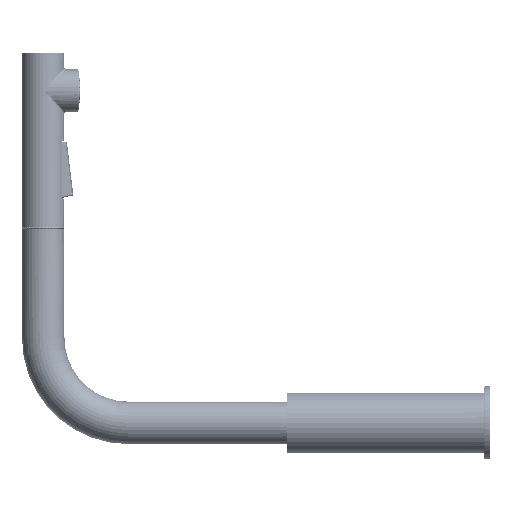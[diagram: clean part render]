
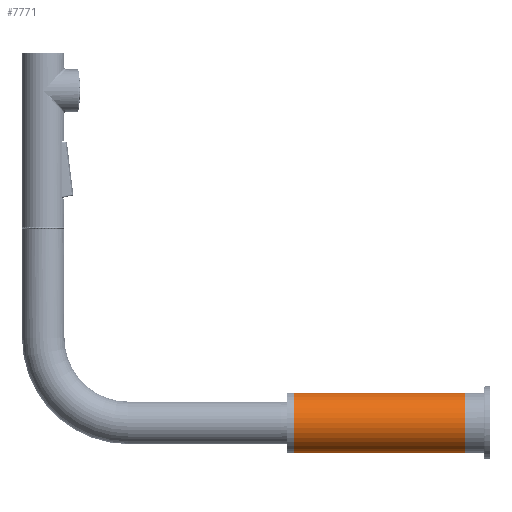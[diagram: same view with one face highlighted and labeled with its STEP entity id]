
A CAD part, left-side view. The second image highlights one B-rep face of the part: STEP entity #7771.
In plain terms, the highlighted cylindrical face has radius 20 mm (diameter 40 mm), a partial arc.
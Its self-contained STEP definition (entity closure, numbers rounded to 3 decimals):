
#7771=ADVANCED_FACE('',(#20428),#20429,.T.);
#20428=FACE_OUTER_BOUND('',#97506,.T.);
#20429=CYLINDRICAL_SURFACE('',#97507,20.0);
#97506=EDGE_LOOP('',(#145104,#145105,#145106,#145107));
#97507=AXIS2_PLACEMENT_3D('',#145108,#145109,#145110);
#145104=ORIENTED_EDGE('',*,*,#161001,.F.);
#145105=ORIENTED_EDGE('',*,*,#161002,.T.);
#145106=ORIENTED_EDGE('',*,*,#161003,.T.);
#145107=ORIENTED_EDGE('',*,*,#161004,.F.);
#145108=CARTESIAN_POINT('',(0.0,129.0,0.0));
#145109=DIRECTION('',(0.0,-1.0,0.0));
#145110=DIRECTION('',(0.0,0.0,1.0));
#161001=EDGE_CURVE('',#186703,#186704,#186705,.T.);
#161002=EDGE_CURVE('',#186703,#186706,#186707,.T.);
#161003=EDGE_CURVE('',#186706,#186708,#186709,.T.);
#161004=EDGE_CURVE('',#186704,#186708,#186710,.T.);
#186703=VERTEX_POINT('',#260448);
#186704=VERTEX_POINT('',#260449);
#186705=LINE('',#260450,#260451);
#186706=VERTEX_POINT('',#260452);
#186707=CIRCLE('',#260453,20.0);
#186708=VERTEX_POINT('',#260454);
#186709=LINE('',#260455,#260456);
#186710=CIRCLE('',#260457,20.0);
#260448=CARTESIAN_POINT('',(0.0,129.0,20.0));
#260449=CARTESIAN_POINT('',(0.0,16.5,20.0));
#260450=CARTESIAN_POINT('',(0.0,129.0,20.0));
#260451=VECTOR('',#282677,112.5);
#260452=CARTESIAN_POINT('',(0.0,129.0,-20.0));
#260453=AXIS2_PLACEMENT_3D('',#282678,#282679,#282680);
#260454=CARTESIAN_POINT('',(0.0,16.5,-20.0));
#260455=CARTESIAN_POINT('',(0.0,129.0,-20.0));
#260456=VECTOR('',#282681,112.5);
#260457=AXIS2_PLACEMENT_3D('',#282682,#282683,#282684);
#282677=DIRECTION('',(0.0,-1.0,0.0));
#282678=CARTESIAN_POINT('',(0.0,129.0,0.0));
#282679=DIRECTION('',(0.0,-1.0,0.0));
#282680=DIRECTION('',(0.0,0.0,1.0));
#282681=DIRECTION('',(0.0,-1.0,0.0));
#282682=CARTESIAN_POINT('',(0.0,16.5,0.0));
#282683=DIRECTION('',(0.0,-1.0,0.0));
#282684=DIRECTION('',(0.0,0.0,1.0));
